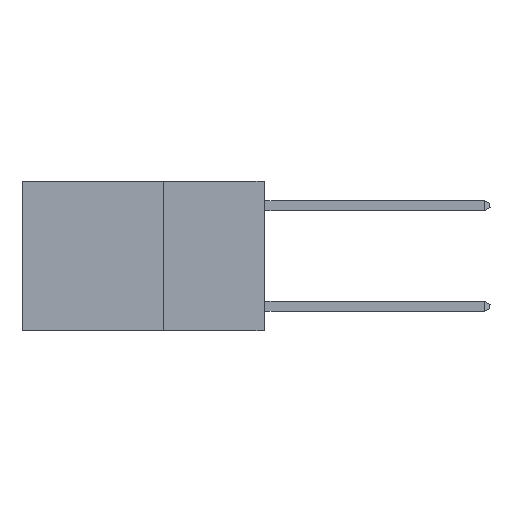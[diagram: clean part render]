
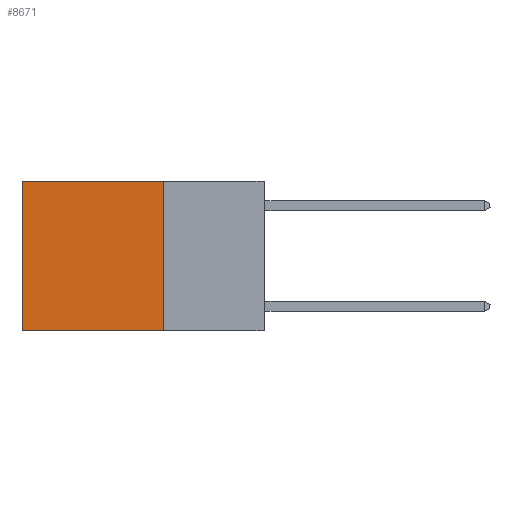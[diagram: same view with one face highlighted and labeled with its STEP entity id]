
A CAD part, left-side view. The second image highlights one B-rep face of the part: STEP entity #8671.
In plain terms, the highlighted planar face has unit normal (-1, 0, 0).
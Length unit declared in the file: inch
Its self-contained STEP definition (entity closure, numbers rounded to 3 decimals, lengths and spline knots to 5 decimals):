
#41 = CARTESIAN_POINT ( 'NONE',  ( 0.2625, 0.25, 0. ) ) ;
#306 = ORIENTED_EDGE ( 'NONE', *, *, #5148, .F. ) ;
#359 = DIRECTION ( 'NONE',  ( 0., 0., -1. ) ) ;
#724 = VECTOR ( 'NONE', #2353, 39.37008 ) ;
#774 = CARTESIAN_POINT ( 'NONE',  ( 0.2625, 0.25, 0. ) ) ;
#872 = EDGE_CURVE ( 'NONE', #7591, #1564, #5289, .T. ) ;
#1203 = LINE ( 'NONE', #41, #8297 ) ;
#1564 = VERTEX_POINT ( 'NONE', #12408 ) ;
#1712 = CARTESIAN_POINT ( 'NONE',  ( 0.2625, 0.25, -0.37 ) ) ;
#1960 = EDGE_CURVE ( 'NONE', #4591, #7591, #1203, .T. ) ;
#2197 = AXIS2_PLACEMENT_3D ( 'NONE', #3613, #7708, #9330 ) ;
#2353 = DIRECTION ( 'NONE',  ( 0., 1., 0. ) ) ;
#2367 = ORIENTED_EDGE ( 'NONE', *, *, #872, .T. ) ;
#3542 = CARTESIAN_POINT ( 'NONE',  ( 0.2625, 0.6, 0. ) ) ;
#3613 = CARTESIAN_POINT ( 'NONE',  ( 0.2625, 0.25, 0. ) ) ;
#3815 = EDGE_LOOP ( 'NONE', ( #2367, #10301, #306, #10292 ) ) ;
#4026 = DIRECTION ( 'NONE',  ( 0., 1., 0. ) ) ;
#4131 = LINE ( 'NONE', #9219, #724 ) ;
#4591 = VERTEX_POINT ( 'NONE', #774 ) ;
#4611 = LINE ( 'NONE', #8625, #8045 ) ;
#5148 = EDGE_CURVE ( 'NONE', #4591, #7781, #4611, .T. ) ;
#5268 = PLANE ( 'NONE',  #2197 ) ;
#5289 = LINE ( 'NONE', #9260, #6216 ) ;
#6216 = VECTOR ( 'NONE', #359, 39.37008 ) ;
#7591 = VERTEX_POINT ( 'NONE', #3542 ) ;
#7708 = DIRECTION ( 'NONE',  ( 1., 0., 0. ) ) ;
#7781 = VERTEX_POINT ( 'NONE', #1712 ) ;
#8045 = VECTOR ( 'NONE', #12597, 39.37008 ) ;
#8149 = FACE_OUTER_BOUND ( 'NONE', #3815, .T. ) ;
#8297 = VECTOR ( 'NONE', #4026, 39.37008 ) ;
#8625 = CARTESIAN_POINT ( 'NONE',  ( 0.2625, 0.25, 0. ) ) ;
#8671 = ADVANCED_FACE ( 'NONE', ( #8149 ), #5268, .F. ) ;
#9099 = EDGE_CURVE ( 'NONE', #7781, #1564, #4131, .T. ) ;
#9219 = CARTESIAN_POINT ( 'NONE',  ( 0.2625, 0.25, -0.37 ) ) ;
#9260 = CARTESIAN_POINT ( 'NONE',  ( 0.2625, 0.6, 0. ) ) ;
#9330 = DIRECTION ( 'NONE',  ( 0., 0., -1. ) ) ;
#10292 = ORIENTED_EDGE ( 'NONE', *, *, #1960, .T. ) ;
#10301 = ORIENTED_EDGE ( 'NONE', *, *, #9099, .F. ) ;
#12408 = CARTESIAN_POINT ( 'NONE',  ( 0.2625, 0.6, -0.37 ) ) ;
#12597 = DIRECTION ( 'NONE',  ( 0., 0., -1. ) ) ;
